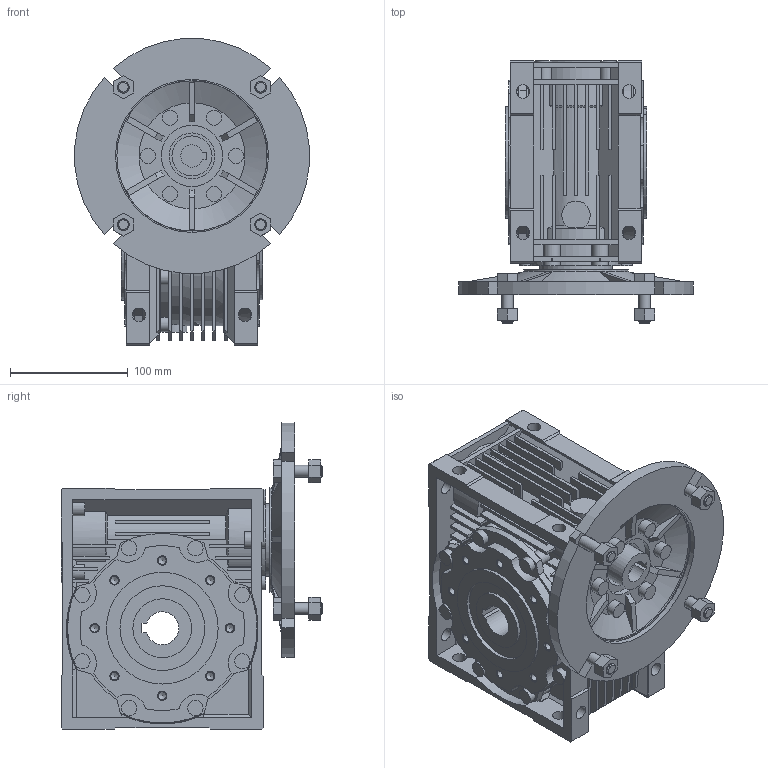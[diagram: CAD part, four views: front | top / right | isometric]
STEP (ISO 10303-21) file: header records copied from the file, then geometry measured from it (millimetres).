
FILE_DESCRIPTION(('STEP AP203'), '1');
FILE_NAME('凎劌膷闉 NMRV 075(80B5)', '', ('UNSPECIFIED'), ('UNSPECIFIED'), 'C3D Converter', 'C3D Toolkit', '');
FILE_SCHEMA(('CONFIG_CONTROL_DESIGN'));
Length unit declared in the file: millimetre
Bounding box: 199.34 x 222.5 x 260.67 mm (x, y, z)
Volume: 2970382.2 mm3; surface area: 474931.2 mm2
Topology: 1 solids, 1 shells, 1039 faces, 2853 edges, 1870 vertices
Faces by surface type: plane 722, cylinder 237, cone 78, torus 2
Full cylindrical faces by diameter (mm): 6.647 x16, 7.45 x4, 10 x8, 11.38 x14, 13 x14, 34 x1, 39 x1, 42 x1, 50 x2, 52 x1, 62 x2, 68 x1, 72 x2, 89 x1, 95 x1, 127.74 x1, 130 x1, 139.93 x2
Entity records: 43036 total; most frequent: CARTESIAN_POINT 8561, ORIENTED_EDGE 5446, DIRECTION 5264, EDGE_CURVE 2723, LINE 1856, VECTOR 1856, VERTEX_POINT 1854, AXIS2_PLACEMENT_3D 1704
